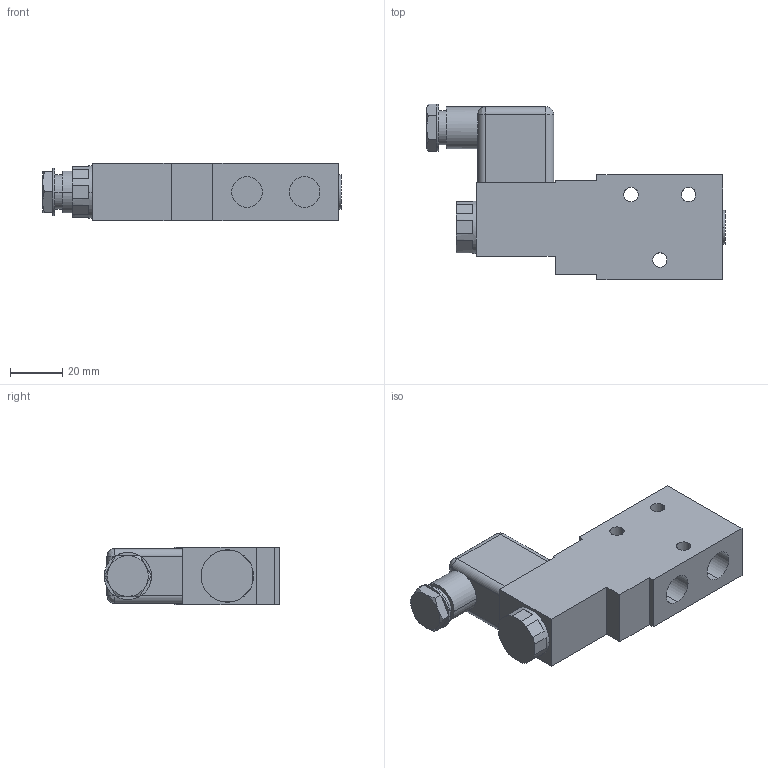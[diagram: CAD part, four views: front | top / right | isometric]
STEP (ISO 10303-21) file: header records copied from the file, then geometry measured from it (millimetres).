
FILE_DESCRIPTION (( 'STEP AP203' ), '1' );
FILE_NAME ('X1VS43NC03.STEP', '2019-04-08T08:36:00', ( '' ), ( '' ), 'SwSTEP 2.0', 'SolidWorks 2016', '' );
FILE_SCHEMA (( 'CONFIG_CONTROL_DESIGN' ));
Length unit declared in the file: millimetre
Products named in the file (1): X1VS43NC03
Bounding box: 114 x 67 x 22 mm (x, y, z)
Volume: 91462.8 mm3; surface area: 19300.4 mm2
Topology: 1 solids, 1 shells, 115 faces, 275 edges, 172 vertices
Faces by surface type: plane 67, cylinder 40, cone 4, bspline 4
Entity records: 3508 total; most frequent: CARTESIAN_POINT 719, DIRECTION 587, ORIENTED_EDGE 542, EDGE_CURVE 271, AXIS2_PLACEMENT_3D 218, VERTEX_POINT 172, VECTOR 151, LINE 151
